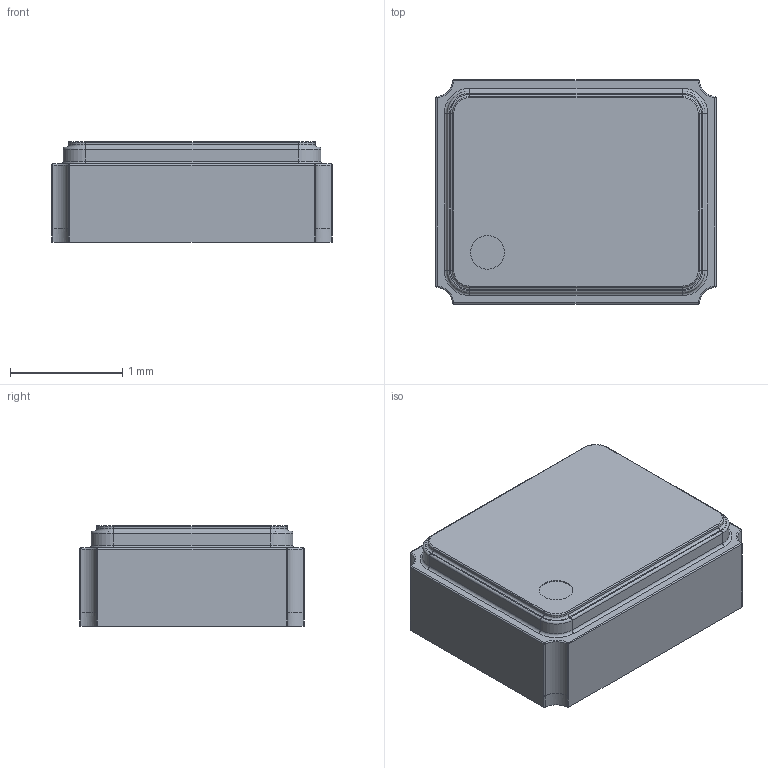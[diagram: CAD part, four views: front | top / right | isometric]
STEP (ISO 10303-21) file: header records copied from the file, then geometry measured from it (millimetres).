
FILE_DESCRIPTION(/* description */ (''),/* implementation_level */ '2;1');
FILE_NAME(/* name */ 'ECS ECS-TXO-25CSMV.step',/* time_stamp */ '2025-07-14T17:30:45+01:00',/* author */ (''),/* organization */ (''),/* preprocessor_version */ 'ST-DEVELOPER v20.1',/* originating_system */ 'Autodesk Translation Framework v14.10.0.0',/* authorisation */ '');
FILE_SCHEMA (('AUTOMOTIVE_DESIGN { 1 0 10303 214 3 1 1 }'));
Length unit declared in the file: millimetre
Products named in the file (1): ECS ECS-TXO-25CSMV
Bounding box: 2.5 x 2 x 0.9 mm (x, y, z)
Volume: 4.3 mm3; surface area: 17.2 mm2
Topology: 1 solids, 1 shells, 127 faces, 302 edges, 180 vertices
Faces by surface type: cylinder 53, plane 46, torus 20, sphere 8
Full cylindrical faces by diameter (mm): 0.3 x1
Entity records: 3748 total; most frequent: DIRECTION 688, CARTESIAN_POINT 610, ORIENTED_EDGE 604, EDGE_CURVE 302, AXIS2_PLACEMENT_3D 258, VERTEX_POINT 180, LINE 172, VECTOR 172
